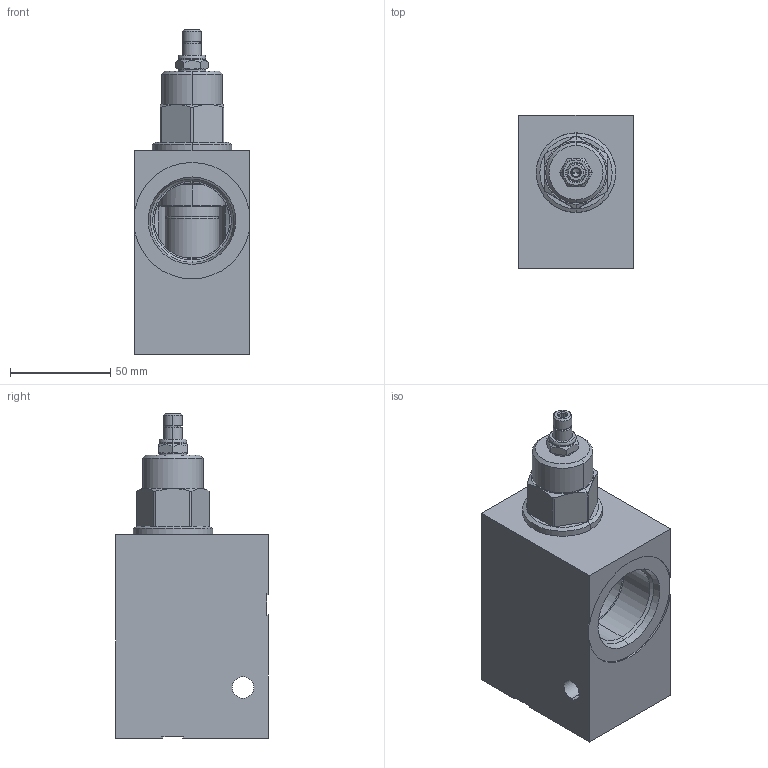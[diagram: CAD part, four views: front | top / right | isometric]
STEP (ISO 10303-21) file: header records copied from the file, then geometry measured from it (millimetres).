
FILE_DESCRIPTION((''),'2;1');
FILE_NAME('RPICLWN-IAN-S_ASM','2024-06-27T',('ProEService'),(''),'PRO/ENGINEER BY PARAMETRIC TECHNOLOGY CORPORATION, 2014200','PRO/ENGINEER BY PARAMETRIC TECHNOLOGY CORPORATION, 2014200','');
FILE_SCHEMA(('CONFIG_CONTROL_DESIGN'));
Length unit declared in the file: inch
Products named in the file (3): 150-694-006; RPICLWN; RPICLWN-IAN-S_ASM
Assembly tree (2 placements, depth 2):
  RPICLWN-IAN-S_ASM
    150-694-006
    RPICLWN
Bounding box: 57.15 x 76.2 x 161.93 mm (x, y, z)
Volume: 377474.3 mm3; surface area: 66417.2 mm2
Topology: 4 solids, 4 shells, 241 faces, 708 edges, 546 vertices
Faces by surface type: cylinder 84, plane 69, cone 58, torus 22, revolution 8
Entity records: 9340 total; most frequent: CARTESIAN_POINT 2922, DIRECTION 1390, ORIENTED_EDGE 1112, EDGE_CURVE 556, AXIS2_PLACEMENT_3D 511, VECTOR 360, LINE 360, VERTEX_POINT 336
